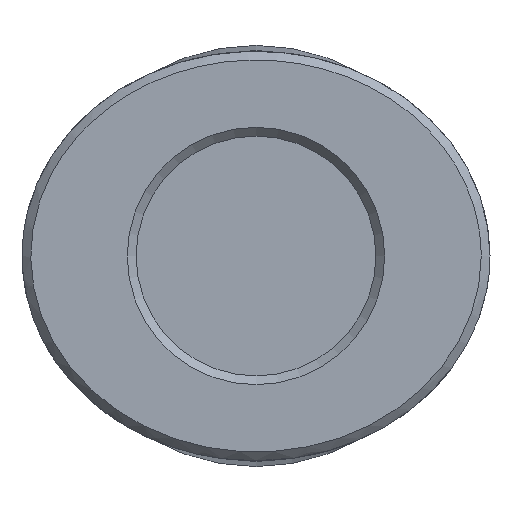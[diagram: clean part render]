
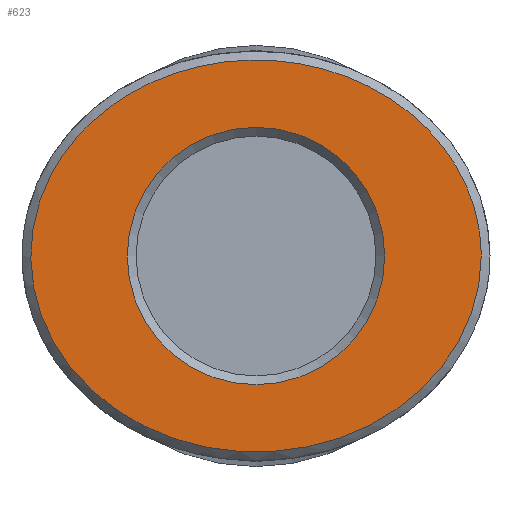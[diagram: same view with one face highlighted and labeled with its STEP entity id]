
A CAD part, left-side view. The second image highlights one B-rep face of the part: STEP entity #623.
In plain terms, the highlighted face is planar.
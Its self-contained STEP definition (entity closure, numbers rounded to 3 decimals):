
#550=CARTESIAN_POINT('',(7.7,4.7,0.));
#551=VERTEX_POINT('',#550);
#581=CARTESIAN_POINT('',(7.7,4.7,0.));
#582=CARTESIAN_POINT('',(7.7,4.7,0.996));
#583=CARTESIAN_POINT('',(7.182,4.7,2.988));
#584=CARTESIAN_POINT('',(4.984,4.7,5.405));
#585=CARTESIAN_POINT('',(1.782,4.7,6.756));
#586=CARTESIAN_POINT('',(-1.783,4.7,6.756));
#587=CARTESIAN_POINT('',(-4.982,4.7,5.405));
#588=CARTESIAN_POINT('',(-7.431,4.7,2.719));
#589=CARTESIAN_POINT('',(-7.958,4.7,-0.364));
#590=CARTESIAN_POINT('',(-6.935,4.7,-3.256));
#591=CARTESIAN_POINT('',(-4.985,4.7,-5.405));
#592=CARTESIAN_POINT('',(-1.781,4.7,-6.756));
#593=CARTESIAN_POINT('',(1.781,4.7,-6.756));
#594=CARTESIAN_POINT('',(4.984,4.7,-5.405));
#595=CARTESIAN_POINT('',(7.182,4.7,-2.988));
#596=CARTESIAN_POINT('',(7.7,4.7,-0.996));
#597=CARTESIAN_POINT('',(7.7,4.7,0.));
#598=B_SPLINE_CURVE_WITH_KNOTS('',3,(#581,#582,#583,#584,#585,#586,#587,#588,#589,#590,#591,#592,#593,#594,#595,#596,#597),.UNSPECIFIED.,.T.,.U.,(4,1,1,1,1,1,1,1,1,1,1,1,1,1,4),(-3.142,-2.693,-2.244,-1.795,-1.346,-0.898,-0.449,0.15,0.449,0.898,1.346,1.795,2.244,2.693,3.142),.UNSPECIFIED.);
#599=EDGE_CURVE('',#551,#551,#598,.T.);
#604=CARTESIAN_POINT('',(0.,4.7,0.));
#605=DIRECTION('',(0.0,-1.0,0.0));
#606=DIRECTION('',(0.0,0.0,-1.0));
#607=AXIS2_PLACEMENT_3D('',#604,#605,#606);
#608=PLANE('',#607);
#609=ORIENTED_EDGE('',*,*,#599,.F.);
#610=EDGE_LOOP('',(#609));
#611=FACE_OUTER_BOUND('',#610,.T.);
#612=CARTESIAN_POINT('',(4.4,4.7,0.));
#613=VERTEX_POINT('',#612);
#614=CARTESIAN_POINT('',(0.,4.7,0.0));
#615=DIRECTION('',(0.0,1.0,0.0));
#616=DIRECTION('',(-1.0,0.0,0.0));
#617=AXIS2_PLACEMENT_3D('',#614,#615,#616);
#618=CIRCLE('',#617,4.4);
#619=EDGE_CURVE('',#613,#613,#618,.T.);
#620=ORIENTED_EDGE('',*,*,#619,.F.);
#621=EDGE_LOOP('',(#620));
#622=FACE_BOUND('',#621,.T.);
#623=ADVANCED_FACE('',(#611,#622),#608,.F.);
